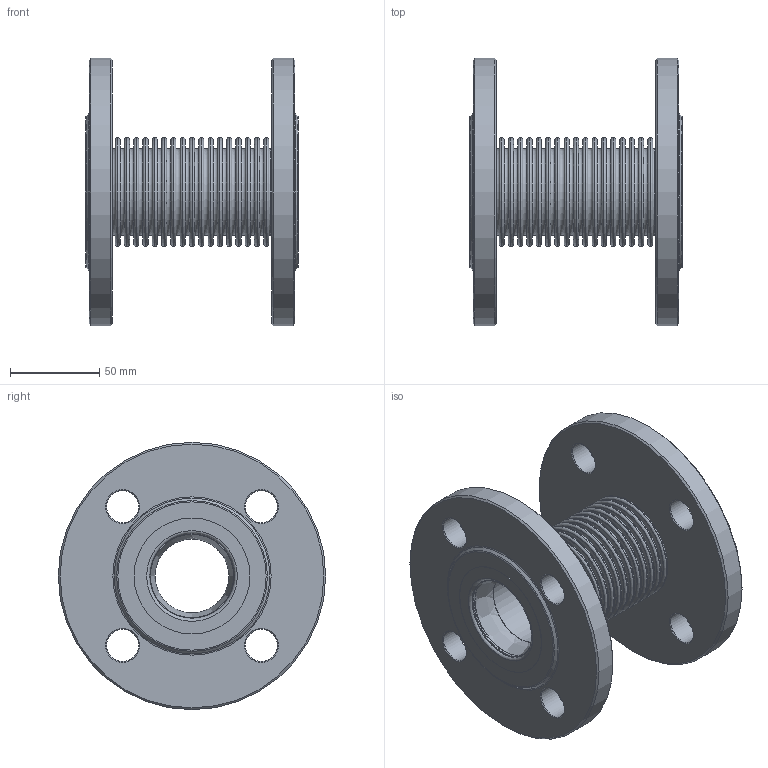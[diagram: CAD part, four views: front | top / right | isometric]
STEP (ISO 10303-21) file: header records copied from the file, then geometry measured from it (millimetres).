
FILE_DESCRIPTION(('HOOPS Exchange Step'),'2;1');
FILE_NAME('KP03_DN40_PN16.stp','2025-10-31T16:22:09+01:00',('nieru'),('Unknown organisation'),'HOOPS Exchange 2024.2','HOOPS Exchange','Unknown authorisation');
FILE_SCHEMA( ('AP203_CONFIGURATION_CONTROLLED_3D_DESIGN_OF_MECHANICAL_PARTS_AND_ASSEMBLIES_MIM_LF') );
Length unit declared in the file: millimetre
Products named in the file (2): 0; root
Assembly tree (1 placements, depth 2):
  root
    0
Bounding box: 120 x 150 x 150 mm (x, y, z)
Volume: 417188.1 mm3; surface area: 230280.8 mm2
Topology: 5 solids, 5 shells, 278 faces, 716 edges, 452 vertices
Faces by surface type: torus 132, cone 92, cylinder 29, plane 14, bspline 11
Full cylindrical faces by diameter (mm): 18 x8, 41.4 x1, 42 x1, 42.6 x1, 43.2 x1, 46.7 x2, 47.3 x2, 47.7 x2, 48.3 x7, 65 x2, 150 x2
Entity records: 11282 total; most frequent: CARTESIAN_POINT 3979, DIRECTION 1807, ORIENTED_EDGE 1432, AXIS2_PLACEMENT_3D 843, EDGE_CURVE 716, CIRCLE 573, VERTEX_POINT 452, EDGE_LOOP 308
